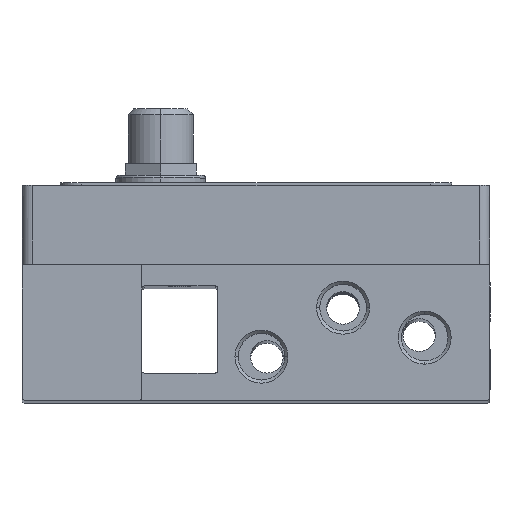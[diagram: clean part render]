
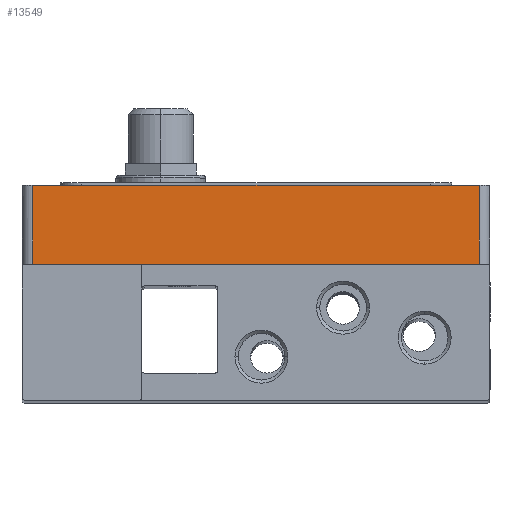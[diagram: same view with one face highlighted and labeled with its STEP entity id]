
A CAD part, top view. The second image highlights one B-rep face of the part: STEP entity #13549.
In plain terms, the highlighted planar face has unit normal (0, 0, 1).
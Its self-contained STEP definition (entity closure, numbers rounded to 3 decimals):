
#536 = VECTOR ( 'NONE', #16319, 1000. ) ;
#823 = CARTESIAN_POINT ( 'NONE',  ( 2., 39.5, 20.5 ) ) ;
#1065 = DIRECTION ( 'NONE',  ( 0., -1., 0. ) ) ;
#1516 = ORIENTED_EDGE ( 'NONE', *, *, #5900, .F. ) ;
#2017 = AXIS2_PLACEMENT_3D ( 'NONE', #823, #16295, #6978 ) ;
#2068 = VERTEX_POINT ( 'NONE', #9640 ) ;
#2376 = CARTESIAN_POINT ( 'NONE',  ( 85.5, 25., 20.5 ) ) ;
#4019 = PLANE ( 'NONE',  #2017 ) ;
#4825 = EDGE_CURVE ( 'NONE', #18726, #2068, #16393, .T. ) ;
#5900 = EDGE_CURVE ( 'NONE', #14762, #2068, #17032, .T. ) ;
#6358 = VECTOR ( 'NONE', #7280, 1000. ) ;
#6978 = DIRECTION ( 'NONE',  ( -1., 0., 0. ) ) ;
#7280 = DIRECTION ( 'NONE',  ( 1., 0., 0. ) ) ;
#7360 = ORIENTED_EDGE ( 'NONE', *, *, #18277, .F. ) ;
#8129 = CARTESIAN_POINT ( 'NONE',  ( 2., 39.5, 20.5 ) ) ;
#8972 = VECTOR ( 'NONE', #10964, 1000. ) ;
#9134 = VECTOR ( 'NONE', #1065, 1000. ) ;
#9140 = EDGE_CURVE ( 'NONE', #18726, #18808, #15287, .T. ) ;
#9640 = CARTESIAN_POINT ( 'NONE',  ( 84., 25., 20.5 ) ) ;
#9961 = CARTESIAN_POINT ( 'NONE',  ( 84., 39.5, 20.5 ) ) ;
#10012 = CARTESIAN_POINT ( 'NONE',  ( 2., 25., 20.5 ) ) ;
#10234 = FACE_OUTER_BOUND ( 'NONE', #10521, .T. ) ;
#10479 = CARTESIAN_POINT ( 'NONE',  ( 84., 39.5, 20.5 ) ) ;
#10521 = EDGE_LOOP ( 'NONE', ( #1516, #7360, #10886, #15218 ) ) ;
#10886 = ORIENTED_EDGE ( 'NONE', *, *, #9140, .F. ) ;
#10964 = DIRECTION ( 'NONE',  ( 0., 1., 0. ) ) ;
#13135 = LINE ( 'NONE', #8129, #536 ) ;
#13549 = ADVANCED_FACE ( 'NONE', ( #10234 ), #4019, .F. ) ;
#13743 = CARTESIAN_POINT ( 'NONE',  ( 2., 39.5, 20.5 ) ) ;
#14762 = VERTEX_POINT ( 'NONE', #9961 ) ;
#15218 = ORIENTED_EDGE ( 'NONE', *, *, #4825, .T. ) ;
#15287 = LINE ( 'NONE', #13743, #8972 ) ;
#15331 = CARTESIAN_POINT ( 'NONE',  ( 2., 39.5, 20.5 ) ) ;
#16295 = DIRECTION ( 'NONE',  ( 0., 0., -1. ) ) ;
#16319 = DIRECTION ( 'NONE',  ( 1., 0., 0. ) ) ;
#16393 = LINE ( 'NONE', #2376, #6358 ) ;
#17032 = LINE ( 'NONE', #10479, #9134 ) ;
#18277 = EDGE_CURVE ( 'NONE', #18808, #14762, #13135, .T. ) ;
#18726 = VERTEX_POINT ( 'NONE', #10012 ) ;
#18808 = VERTEX_POINT ( 'NONE', #15331 ) ;
